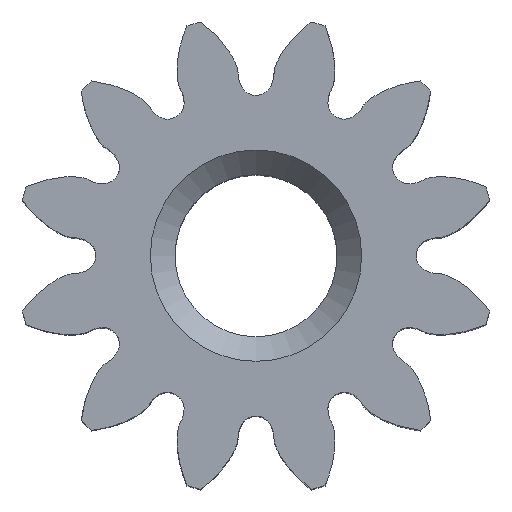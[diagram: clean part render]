
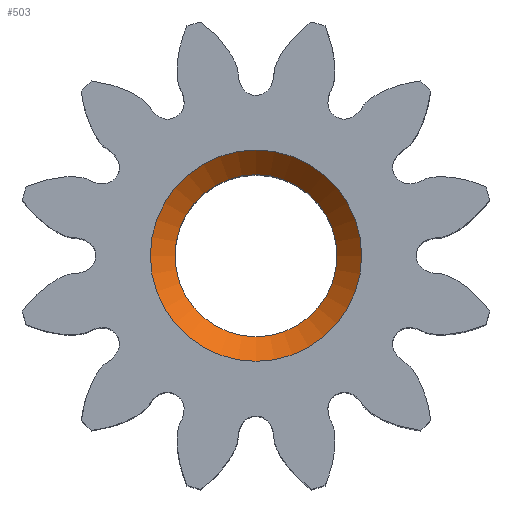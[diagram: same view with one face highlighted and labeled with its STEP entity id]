
A CAD part, top view. The second image highlights one B-rep face of the part: STEP entity #503.
In plain terms, the highlighted conical face has half-angle 45 degrees and reference radius 0.985 mm.
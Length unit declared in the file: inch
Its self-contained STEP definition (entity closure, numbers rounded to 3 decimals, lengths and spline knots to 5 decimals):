
#68=FACE_OUTER_BOUND('',#96,.T.);
#96=EDGE_LOOP('',(#342,#343,#344,#345,#346,#347));
#126=LINE('',#724,#152);
#152=VECTOR('',#605,0.03878);
#178=CIRCLE('',#552,0.03878);
#179=CIRCLE('',#553,0.03878);
#180=CIRCLE('',#554,0.05059);
#181=CIRCLE('',#555,0.05059);
#208=VERTEX_POINT('',#719);
#209=VERTEX_POINT('',#720);
#210=VERTEX_POINT('',#723);
#211=VERTEX_POINT('',#725);
#262=EDGE_CURVE('',#208,#209,#178,.T.);
#263=EDGE_CURVE('',#209,#208,#179,.T.);
#264=EDGE_CURVE('',#209,#210,#126,.T.);
#265=EDGE_CURVE('',#211,#210,#180,.T.);
#266=EDGE_CURVE('',#210,#211,#181,.T.);
#342=ORIENTED_EDGE('',*,*,#262,.F.);
#343=ORIENTED_EDGE('',*,*,#263,.F.);
#344=ORIENTED_EDGE('',*,*,#264,.T.);
#345=ORIENTED_EDGE('',*,*,#265,.F.);
#346=ORIENTED_EDGE('',*,*,#266,.F.);
#347=ORIENTED_EDGE('',*,*,#264,.F.);
#502=CONICAL_SURFACE('',#551,0.03878,0.785);
#503=ADVANCED_FACE('',(#68),#502,.F.);
#551=AXIS2_PLACEMENT_3D('',#718,#599,#600);
#552=AXIS2_PLACEMENT_3D('',#721,#601,#602);
#553=AXIS2_PLACEMENT_3D('',#722,#603,#604);
#554=AXIS2_PLACEMENT_3D('',#726,#606,#607);
#555=AXIS2_PLACEMENT_3D('',#727,#608,#609);
#599=DIRECTION('center_axis',(0.,0.,1.));
#600=DIRECTION('ref_axis',(1.,0.,0.));
#601=DIRECTION('center_axis',(0.,0.,1.));
#602=DIRECTION('ref_axis',(-1.,0.,0.));
#603=DIRECTION('center_axis',(0.,0.,1.));
#604=DIRECTION('ref_axis',(-1.,0.,0.));
#605=DIRECTION('',(-0.707,0.,0.707));
#606=DIRECTION('center_axis',(0.,0.,-1.));
#607=DIRECTION('ref_axis',(-1.,0.,0.));
#608=DIRECTION('center_axis',(0.,0.,-1.));
#609=DIRECTION('ref_axis',(-1.,0.,0.));
#718=CARTESIAN_POINT('Origin',(0.,0.,0.07677));
#719=CARTESIAN_POINT('',(0.03878,0.,0.07677));
#720=CARTESIAN_POINT('',(-0.03878,0.,0.07677));
#721=CARTESIAN_POINT('Origin',(0.,0.,0.07677));
#722=CARTESIAN_POINT('Origin',(0.,0.,0.07677));
#723=CARTESIAN_POINT('',(-0.05059,0.,0.08858));
#724=CARTESIAN_POINT('',(-0.03878,0.,0.07677));
#725=CARTESIAN_POINT('',(0.05059,0.,0.08858));
#726=CARTESIAN_POINT('Origin',(0.,0.,0.08858));
#727=CARTESIAN_POINT('Origin',(0.,0.,0.08858));
